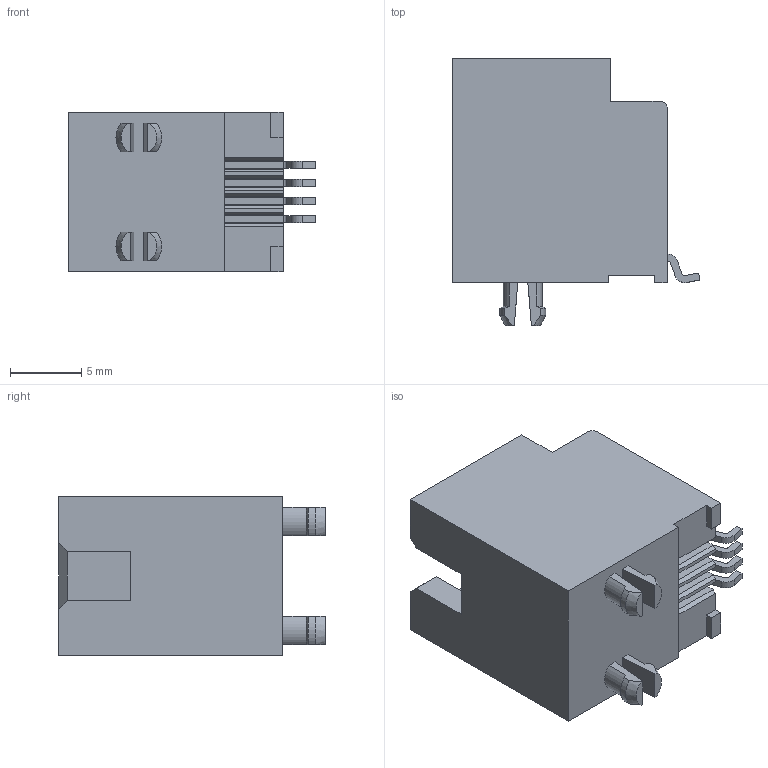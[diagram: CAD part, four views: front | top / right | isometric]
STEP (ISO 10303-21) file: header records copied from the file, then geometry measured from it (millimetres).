
FILE_DESCRIPTION((''),'2;1');
FILE_NAME('955036451','2013-04-23T',('me'),(''),'PRO/ENGINEER BY PARAMETRIC TECHNOLOGY CORPORATION, 2011490','PRO/ENGINEER BY PARAMETRIC TECHNOLOGY CORPORATION, 2011490','');
FILE_SCHEMA(('CONFIG_CONTROL_DESIGN'));
Length unit declared in the file: millimetre
Products named in the file (1): 955036451
Bounding box: 17.37 x 18.7 x 11.18 mm (x, y, z)
Volume: 1713.9 mm3; surface area: 1768.4 mm2
Topology: 1 solids, 1 shells, 191 faces, 534 edges, 349 vertices
Faces by surface type: plane 158, cylinder 25, cone 8
Entity records: 6104 total; most frequent: CARTESIAN_POINT 1138, ORIENTED_EDGE 1068, DIRECTION 954, EDGE_CURVE 534, VECTOR 464, LINE 464, VERTEX_POINT 349, AXIS2_PLACEMENT_3D 245
